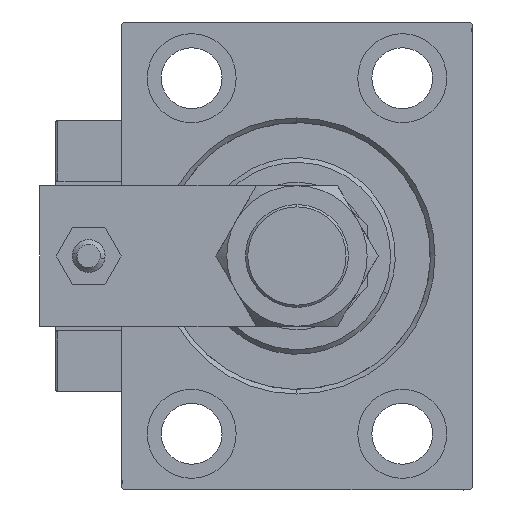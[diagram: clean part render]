
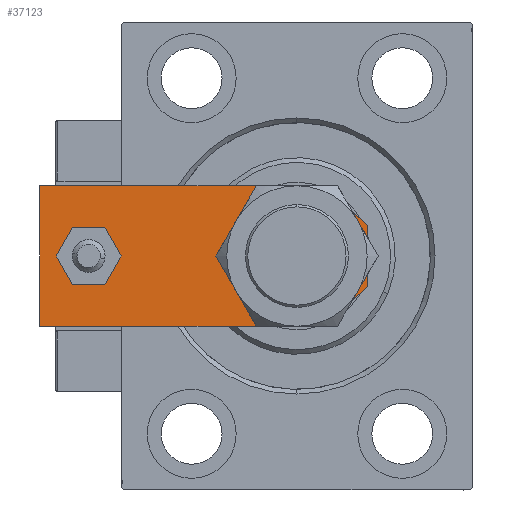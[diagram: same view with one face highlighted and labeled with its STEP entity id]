
A CAD part, left-side view. The second image highlights one B-rep face of the part: STEP entity #37123.
In plain terms, the highlighted face is planar.
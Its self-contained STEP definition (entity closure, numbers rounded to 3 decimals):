
#466 = LINE ( 'NONE', #25136, #32553 ) ;
#801 = DIRECTION ( 'NONE',  ( 1., 0., 0. ) ) ;
#1709 = DIRECTION ( 'NONE',  ( 0., 0., 1. ) ) ;
#2962 = VECTOR ( 'NONE', #41430, 1000. ) ;
#3036 = DIRECTION ( 'NONE',  ( 1., 0., 0. ) ) ;
#3699 = VERTEX_POINT ( 'NONE', #37665 ) ;
#4905 = CIRCLE ( 'NONE', #42178, 10. ) ;
#5264 = CARTESIAN_POINT ( 'NONE',  ( -15., 70., 8. ) ) ;
#5371 = CARTESIAN_POINT ( 'NONE',  ( 0., 15., 8. ) ) ;
#6525 = AXIS2_PLACEMENT_3D ( 'NONE', #34186, #26250, #38446 ) ;
#7080 = CARTESIAN_POINT ( 'NONE',  ( -10., 15., 8. ) ) ;
#9134 = EDGE_CURVE ( 'NONE', #18552, #44823, #33189, .T. ) ;
#10898 = CARTESIAN_POINT ( 'NONE',  ( 0., 15., 8. ) ) ;
#12674 = CIRCLE ( 'NONE', #46593, 4. ) ;
#12776 = EDGE_LOOP ( 'NONE', ( #47411, #46286, #38478, #34693, #51901, #36470 ) ) ;
#13506 = CARTESIAN_POINT ( 'NONE',  ( 15., 70., 8. ) ) ;
#13770 = ORIENTED_EDGE ( 'NONE', *, *, #30770, .F. ) ;
#16106 = ORIENTED_EDGE ( 'NONE', *, *, #31403, .F. ) ;
#16535 = EDGE_LOOP ( 'NONE', ( #16106, #20333 ) ) ;
#17314 = CARTESIAN_POINT ( 'NONE',  ( -6.5, 0., 8. ) ) ;
#18552 = VERTEX_POINT ( 'NONE', #5264 ) ;
#19859 = VERTEX_POINT ( 'NONE', #21136 ) ;
#20198 = LINE ( 'NONE', #36362, #22399 ) ;
#20333 = ORIENTED_EDGE ( 'NONE', *, *, #29401, .F. ) ;
#20580 = EDGE_CURVE ( 'NONE', #44823, #30129, #466, .T. ) ;
#21136 = CARTESIAN_POINT ( 'NONE',  ( 10., 15., 8. ) ) ;
#21682 = CARTESIAN_POINT ( 'NONE',  ( 15., 8.5, 8. ) ) ;
#21815 = LINE ( 'NONE', #33491, #38158 ) ;
#22211 = CARTESIAN_POINT ( 'NONE',  ( 4., 59.5, 8. ) ) ;
#22399 = VECTOR ( 'NONE', #801, 1000. ) ;
#22434 = LINE ( 'NONE', #38622, #38227 ) ;
#23137 = VERTEX_POINT ( 'NONE', #24820 ) ;
#24606 = EDGE_CURVE ( 'NONE', #30129, #23137, #20198, .T. ) ;
#24820 = CARTESIAN_POINT ( 'NONE',  ( 6.5, 0., 8. ) ) ;
#25136 = CARTESIAN_POINT ( 'NONE',  ( -3.25, -3.25, 8. ) ) ;
#25393 = VERTEX_POINT ( 'NONE', #21682 ) ;
#26250 = DIRECTION ( 'NONE',  ( 0., 0., 1. ) ) ;
#26671 = FACE_BOUND ( 'NONE', #16535, .T. ) ;
#27436 = FACE_BOUND ( 'NONE', #47061, .T. ) ;
#27605 = DIRECTION ( 'NONE',  ( 0., 0., 1. ) ) ;
#27917 = CARTESIAN_POINT ( 'NONE',  ( -15., 70., 8. ) ) ;
#29401 = EDGE_CURVE ( 'NONE', #19859, #41749, #34476, .T. ) ;
#29662 = DIRECTION ( 'NONE',  ( -1., 0., 0. ) ) ;
#30129 = VERTEX_POINT ( 'NONE', #17314 ) ;
#30770 = EDGE_CURVE ( 'NONE', #33784, #44662, #52324, .T. ) ;
#31046 = AXIS2_PLACEMENT_3D ( 'NONE', #10898, #27605, #36341 ) ;
#31403 = EDGE_CURVE ( 'NONE', #41749, #19859, #4905, .T. ) ;
#31544 = CARTESIAN_POINT ( 'NONE',  ( -4., 59.5, 8. ) ) ;
#32553 = VECTOR ( 'NONE', #37310, 1000. ) ;
#33189 = LINE ( 'NONE', #27917, #2962 ) ;
#33491 = CARTESIAN_POINT ( 'NONE',  ( 15., 0., 8. ) ) ;
#33784 = VERTEX_POINT ( 'NONE', #31544 ) ;
#34186 = CARTESIAN_POINT ( 'NONE',  ( 0., 59.5, 8. ) ) ;
#34476 = CIRCLE ( 'NONE', #31046, 10. ) ;
#34693 = ORIENTED_EDGE ( 'NONE', *, *, #50406, .T. ) ;
#36341 = DIRECTION ( 'NONE',  ( 1., 0., 0. ) ) ;
#36362 = CARTESIAN_POINT ( 'NONE',  ( -15., 0., 8. ) ) ;
#36470 = ORIENTED_EDGE ( 'NONE', *, *, #38593, .T. ) ;
#37123 = ADVANCED_FACE ( 'NONE', ( #27436, #43648, #26671 ), #51614, .T. ) ;
#37310 = DIRECTION ( 'NONE',  ( 0.707, -0.707, 0. ) ) ;
#37665 = CARTESIAN_POINT ( 'NONE',  ( 15., 70., 8. ) ) ;
#37994 = DIRECTION ( 'NONE',  ( 0., 1., 0. ) ) ;
#38158 = VECTOR ( 'NONE', #37994, 1000. ) ;
#38227 = VECTOR ( 'NONE', #38873, 1000. ) ;
#38310 = CARTESIAN_POINT ( 'NONE',  ( 0., 59.5, 8. ) ) ;
#38446 = DIRECTION ( 'NONE',  ( 1., 0., 0. ) ) ;
#38478 = ORIENTED_EDGE ( 'NONE', *, *, #24606, .T. ) ;
#38593 = EDGE_CURVE ( 'NONE', #3699, #18552, #41629, .T. ) ;
#38622 = CARTESIAN_POINT ( 'NONE',  ( 3.25, -3.25, 8. ) ) ;
#38873 = DIRECTION ( 'NONE',  ( 0.707, 0.707, 0. ) ) ;
#41287 = CARTESIAN_POINT ( 'NONE',  ( -15., 8.5, 8. ) ) ;
#41430 = DIRECTION ( 'NONE',  ( 0., -1., 0. ) ) ;
#41629 = LINE ( 'NONE', #13506, #47274 ) ;
#41726 = DIRECTION ( 'NONE',  ( 0., 0., 1. ) ) ;
#41749 = VERTEX_POINT ( 'NONE', #7080 ) ;
#42178 = AXIS2_PLACEMENT_3D ( 'NONE', #5371, #41726, #50225 ) ;
#43000 = AXIS2_PLACEMENT_3D ( 'NONE', #46582, #47107, #3036 ) ;
#43128 = EDGE_CURVE ( 'NONE', #44662, #33784, #12674, .T. ) ;
#43648 = FACE_OUTER_BOUND ( 'NONE', #12776, .T. ) ;
#44452 = EDGE_CURVE ( 'NONE', #25393, #3699, #21815, .T. ) ;
#44662 = VERTEX_POINT ( 'NONE', #22211 ) ;
#44823 = VERTEX_POINT ( 'NONE', #41287 ) ;
#45765 = DIRECTION ( 'NONE',  ( 1., 0., 0. ) ) ;
#46286 = ORIENTED_EDGE ( 'NONE', *, *, #20580, .T. ) ;
#46582 = CARTESIAN_POINT ( 'NONE',  ( 0., 0., 8. ) ) ;
#46593 = AXIS2_PLACEMENT_3D ( 'NONE', #38310, #1709, #45765 ) ;
#47061 = EDGE_LOOP ( 'NONE', ( #13770, #50613 ) ) ;
#47107 = DIRECTION ( 'NONE',  ( 0., 0., 1. ) ) ;
#47274 = VECTOR ( 'NONE', #29662, 1000. ) ;
#47411 = ORIENTED_EDGE ( 'NONE', *, *, #9134, .T. ) ;
#50225 = DIRECTION ( 'NONE',  ( 1., 0., 0. ) ) ;
#50406 = EDGE_CURVE ( 'NONE', #23137, #25393, #22434, .T. ) ;
#50613 = ORIENTED_EDGE ( 'NONE', *, *, #43128, .F. ) ;
#51614 = PLANE ( 'NONE',  #43000 ) ;
#51901 = ORIENTED_EDGE ( 'NONE', *, *, #44452, .T. ) ;
#52324 = CIRCLE ( 'NONE', #6525, 4. ) ;
